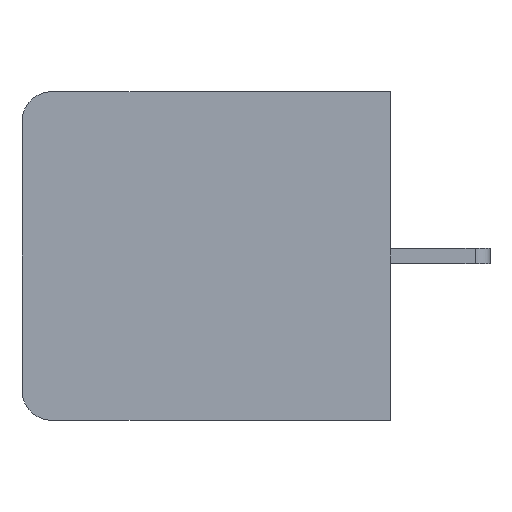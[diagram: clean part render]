
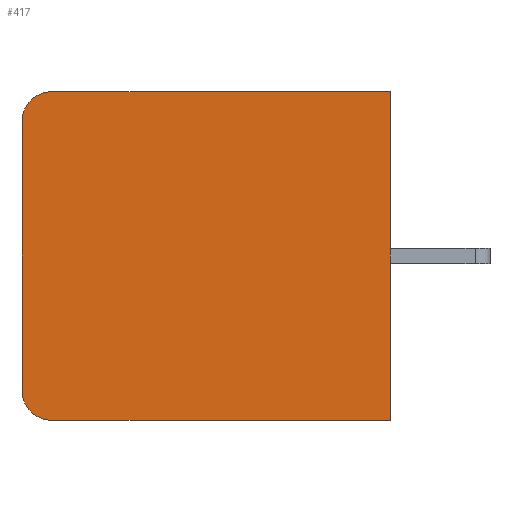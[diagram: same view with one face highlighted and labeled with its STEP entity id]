
A CAD part, left-side view. The second image highlights one B-rep face of the part: STEP entity #417.
In plain terms, the highlighted planar face has unit normal (-1, 0, 0).
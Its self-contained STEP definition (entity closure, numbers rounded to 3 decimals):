
#55 = CARTESIAN_POINT ( 'NONE',  ( -10.5, 0., 8.25 ) ) ;
#171 = CARTESIAN_POINT ( 'NONE',  ( -10.5, 0., -8.25 ) ) ;
#294 = VERTEX_POINT ( 'NONE', #3687 ) ;
#361 = CARTESIAN_POINT ( 'NONE',  ( -10.5, 17., -8.25 ) ) ;
#365 = ORIENTED_EDGE ( 'NONE', *, *, #1067, .F. ) ;
#376 = DIRECTION ( 'NONE',  ( 1., 0., 0. ) ) ;
#417 = ADVANCED_FACE ( 'NONE', ( #3555 ), #1421, .F. ) ;
#777 = VERTEX_POINT ( 'NONE', #4068 ) ;
#1067 = EDGE_CURVE ( 'NONE', #2404, #5235, #2576, .T. ) ;
#1094 = AXIS2_PLACEMENT_3D ( 'NONE', #4706, #1871, #5198 ) ;
#1098 = CARTESIAN_POINT ( 'NONE',  ( -10.5, 18.5, -6.75 ) ) ;
#1299 = CARTESIAN_POINT ( 'NONE',  ( -10.5, 17., 8.25 ) ) ;
#1407 = EDGE_CURVE ( 'NONE', #777, #4106, #1762, .T. ) ;
#1421 = PLANE ( 'NONE',  #4915 ) ;
#1570 = EDGE_CURVE ( 'NONE', #294, #2440, #3621, .T. ) ;
#1607 = CARTESIAN_POINT ( 'NONE',  ( -10.5, 17., -8.25 ) ) ;
#1762 = CIRCLE ( 'NONE', #1094, 1.5 ) ;
#1867 = ORIENTED_EDGE ( 'NONE', *, *, #1570, .F. ) ;
#1871 = DIRECTION ( 'NONE',  ( 1., 0., 0. ) ) ;
#2038 = ORIENTED_EDGE ( 'NONE', *, *, #1407, .F. ) ;
#2284 = VECTOR ( 'NONE', #2791, 1000. ) ;
#2404 = VERTEX_POINT ( 'NONE', #361 ) ;
#2440 = VERTEX_POINT ( 'NONE', #171 ) ;
#2482 = DIRECTION ( 'NONE',  ( 0., 0., 1. ) ) ;
#2576 = CIRCLE ( 'NONE', #5987, 1.5 ) ;
#2791 = DIRECTION ( 'NONE',  ( 0., -1., 0. ) ) ;
#2871 = DIRECTION ( 'NONE',  ( 1., 0., 0. ) ) ;
#2915 = EDGE_LOOP ( 'NONE', ( #5613, #1867, #3919, #2038, #3273, #365 ) ) ;
#2984 = LINE ( 'NONE', #4862, #4601 ) ;
#3258 = EDGE_CURVE ( 'NONE', #4106, #294, #4982, .T. ) ;
#3273 = ORIENTED_EDGE ( 'NONE', *, *, #5217, .F. ) ;
#3422 = DIRECTION ( 'NONE',  ( 0., 0., -1. ) ) ;
#3555 = FACE_OUTER_BOUND ( 'NONE', #2915, .T. ) ;
#3614 = EDGE_CURVE ( 'NONE', #2440, #2404, #4957, .T. ) ;
#3621 = LINE ( 'NONE', #55, #5264 ) ;
#3687 = CARTESIAN_POINT ( 'NONE',  ( -10.5, 0., 8.25 ) ) ;
#3745 = CARTESIAN_POINT ( 'NONE',  ( -10.5, 17., 8.25 ) ) ;
#3919 = ORIENTED_EDGE ( 'NONE', *, *, #3258, .F. ) ;
#4068 = CARTESIAN_POINT ( 'NONE',  ( -10.5, 18.5, 6.75 ) ) ;
#4106 = VERTEX_POINT ( 'NONE', #1299 ) ;
#4203 = CARTESIAN_POINT ( 'NONE',  ( -10.5, 17., 6.75 ) ) ;
#4352 = CARTESIAN_POINT ( 'NONE',  ( -10.5, 17., -6.75 ) ) ;
#4601 = VECTOR ( 'NONE', #2482, 1000. ) ;
#4706 = CARTESIAN_POINT ( 'NONE',  ( -10.5, 17., 6.75 ) ) ;
#4740 = DIRECTION ( 'NONE',  ( 0., 0., -1. ) ) ;
#4862 = CARTESIAN_POINT ( 'NONE',  ( -10.5, 18.5, 6.75 ) ) ;
#4915 = AXIS2_PLACEMENT_3D ( 'NONE', #4203, #376, #4740 ) ;
#4957 = LINE ( 'NONE', #1607, #5267 ) ;
#4982 = LINE ( 'NONE', #3745, #2284 ) ;
#5198 = DIRECTION ( 'NONE',  ( 0., 0., -1. ) ) ;
#5217 = EDGE_CURVE ( 'NONE', #5235, #777, #2984, .T. ) ;
#5235 = VERTEX_POINT ( 'NONE', #1098 ) ;
#5264 = VECTOR ( 'NONE', #3422, 1000. ) ;
#5267 = VECTOR ( 'NONE', #5508, 1000. ) ;
#5508 = DIRECTION ( 'NONE',  ( 0., 1., 0. ) ) ;
#5613 = ORIENTED_EDGE ( 'NONE', *, *, #3614, .F. ) ;
#5775 = DIRECTION ( 'NONE',  ( 0., 0., 1. ) ) ;
#5987 = AXIS2_PLACEMENT_3D ( 'NONE', #4352, #2871, #5775 ) ;
